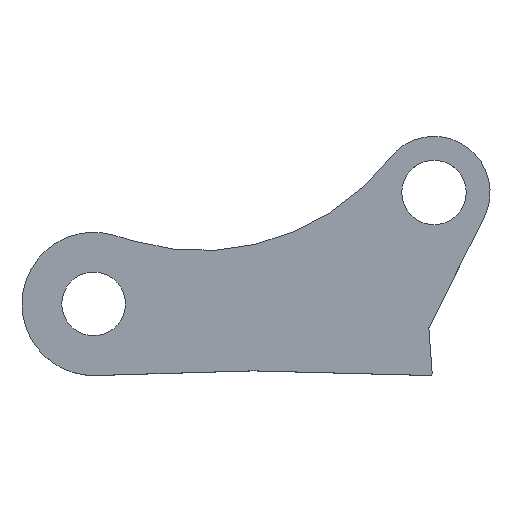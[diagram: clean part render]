
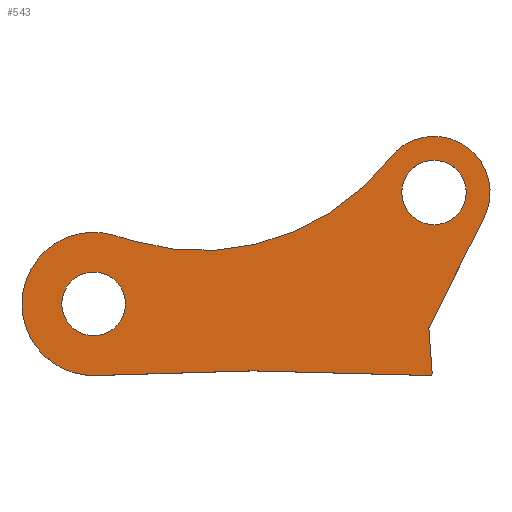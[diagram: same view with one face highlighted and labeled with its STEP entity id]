
A CAD part, top view. The second image highlights one B-rep face of the part: STEP entity #543.
In plain terms, the highlighted planar face has unit normal (0, 0, 1).
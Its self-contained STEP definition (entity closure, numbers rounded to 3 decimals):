
#2 = CARTESIAN_POINT ( 'NONE',  ( 5.002, 7.909, 4. ) ) ;
#8 = CARTESIAN_POINT ( 'NONE',  ( 2.541, 8.634, 4. ) ) ;
#14 = VERTEX_POINT ( 'NONE', #2 ) ;
#16 = VECTOR ( 'NONE', #344, 1000. ) ;
#18 = EDGE_CURVE ( 'NONE', #14, #346, #97, .T. ) ;
#27 = EDGE_CURVE ( 'NONE', #259, #14, #467, .T. ) ;
#33 = DIRECTION ( 'NONE',  ( 0., 0., 1. ) ) ;
#38 = ORIENTED_EDGE ( 'NONE', *, *, #480, .T. ) ;
#44 = VERTEX_POINT ( 'NONE', #289 ) ;
#45 = LINE ( 'NONE', #236, #137 ) ;
#46 = DIRECTION ( 'NONE',  ( 1., 0., 0. ) ) ;
#47 = DIRECTION ( 'NONE',  ( 1., -0.026, 0. ) ) ;
#54 = ORIENTED_EDGE ( 'NONE', *, *, #406, .T. ) ;
#59 = CARTESIAN_POINT ( 'NONE',  ( 0., 0., 4. ) ) ;
#63 = CARTESIAN_POINT ( 'NONE',  ( 42.766, 14.002, 4. ) ) ;
#73 = EDGE_CURVE ( 'NONE', #613, #122, #442, .T. ) ;
#75 = CARTESIAN_POINT ( 'NONE',  ( 0., 0., 4. ) ) ;
#76 = ORIENTED_EDGE ( 'NONE', *, *, #598, .T. ) ;
#78 = ORIENTED_EDGE ( 'NONE', *, *, #372, .T. ) ;
#84 = DIRECTION ( 'NONE',  ( 0., 0., 1. ) ) ;
#87 = EDGE_CURVE ( 'NONE', #122, #613, #453, .T. ) ;
#92 = VERTEX_POINT ( 'NONE', #566 ) ;
#97 = LINE ( 'NONE', #516, #606 ) ;
#103 = DIRECTION ( 'NONE',  ( 1., 0., 0. ) ) ;
#108 = EDGE_CURVE ( 'NONE', #44, #259, #240, .T. ) ;
#113 = DIRECTION ( 'NONE',  ( -0.073, 0.997, 0. ) ) ;
#114 = ORIENTED_EDGE ( 'NONE', *, *, #87, .F. ) ;
#115 = EDGE_CURVE ( 'NONE', #432, #92, #153, .T. ) ;
#122 = VERTEX_POINT ( 'NONE', #260 ) ;
#128 = ORIENTED_EDGE ( 'NONE', *, *, #585, .T. ) ;
#130 = FACE_BOUND ( 'NONE', #403, .T. ) ;
#131 = AXIS2_PLACEMENT_3D ( 'NONE', #63, #478, #155 ) ;
#133 = CARTESIAN_POINT ( 'NONE',  ( 0., 0., 4. ) ) ;
#137 = VECTOR ( 'NONE', #47, 1000. ) ;
#141 = DIRECTION ( 'NONE',  ( 1., 0., 0. ) ) ;
#144 = DIRECTION ( 'NONE',  ( 0., 0., 1. ) ) ;
#145 = CARTESIAN_POINT ( 'NONE',  ( 4., 0., 4. ) ) ;
#153 = CIRCLE ( 'NONE', #333, 4.05 ) ;
#155 = DIRECTION ( 'NONE',  ( 1., 0., 0. ) ) ;
#159 = LINE ( 'NONE', #535, #173 ) ;
#167 = VERTEX_POINT ( 'NONE', #592 ) ;
#168 = DIRECTION ( 'NONE',  ( 1., 0., 0. ) ) ;
#170 = VERTEX_POINT ( 'NONE', #490 ) ;
#173 = VECTOR ( 'NONE', #113, 1000. ) ;
#176 = DIRECTION ( 'NONE',  ( 0., 0., 1. ) ) ;
#187 = AXIS2_PLACEMENT_3D ( 'NONE', #343, #466, #46 ) ;
#189 = DIRECTION ( 'NONE',  ( 1., 0., 0. ) ) ;
#191 = CARTESIAN_POINT ( 'NONE',  ( 0., 0., 4. ) ) ;
#192 = FACE_OUTER_BOUND ( 'NONE', #505, .T. ) ;
#199 = EDGE_CURVE ( 'NONE', #311, #167, #159, .T. ) ;
#201 = CARTESIAN_POINT ( 'NONE',  ( 42.535, -8.669, 4. ) ) ;
#203 = AXIS2_PLACEMENT_3D ( 'NONE', #75, #176, #312 ) ;
#222 = ORIENTED_EDGE ( 'NONE', *, *, #249, .T. ) ;
#225 = CIRCLE ( 'NONE', #318, 9. ) ;
#236 = CARTESIAN_POINT ( 'NONE',  ( 42.559, -9., 4. ) ) ;
#240 = CIRCLE ( 'NONE', #252, 7.05 ) ;
#249 = EDGE_CURVE ( 'NONE', #547, #44, #483, .T. ) ;
#252 = AXIS2_PLACEMENT_3D ( 'NONE', #255, #354, #486 ) ;
#253 = ORIENTED_EDGE ( 'NONE', *, *, #199, .T. ) ;
#255 = CARTESIAN_POINT ( 'NONE',  ( 42.766, 14.002, 4. ) ) ;
#259 = VERTEX_POINT ( 'NONE', #436 ) ;
#260 = CARTESIAN_POINT ( 'NONE',  ( -4., 0., 4. ) ) ;
#272 = ORIENTED_EDGE ( 'NONE', *, *, #27, .T. ) ;
#286 = CARTESIAN_POINT ( 'NONE',  ( 42.119, -3.016, 4. ) ) ;
#289 = CARTESIAN_POINT ( 'NONE',  ( 49.068, 10.843, 4. ) ) ;
#300 = EDGE_CURVE ( 'NONE', #346, #597, #225, .T. ) ;
#307 = CARTESIAN_POINT ( 'NONE',  ( 42.766, 14.002, 4. ) ) ;
#311 = VERTEX_POINT ( 'NONE', #201 ) ;
#312 = DIRECTION ( 'NONE',  ( 1., 0., 0. ) ) ;
#317 = ORIENTED_EDGE ( 'NONE', *, *, #108, .T. ) ;
#318 = AXIS2_PLACEMENT_3D ( 'NONE', #191, #144, #141 ) ;
#324 = AXIS2_PLACEMENT_3D ( 'NONE', #595, #33, #168 ) ;
#332 = AXIS2_PLACEMENT_3D ( 'NONE', #385, #389, #189 ) ;
#333 = AXIS2_PLACEMENT_3D ( 'NONE', #307, #530, #584 ) ;
#339 = CARTESIAN_POINT ( 'NONE',  ( -9., 0., 4. ) ) ;
#341 = CARTESIAN_POINT ( 'NONE',  ( 19.441, -8.426, 4. ) ) ;
#343 = CARTESIAN_POINT ( 'NONE',  ( 0., 0., 4. ) ) ;
#344 = DIRECTION ( 'NONE',  ( 0.448, 0.894, 0. ) ) ;
#346 = VERTEX_POINT ( 'NONE', #8 ) ;
#348 = CIRCLE ( 'NONE', #324, 0.3 ) ;
#349 = VERTEX_POINT ( 'NONE', #341 ) ;
#354 = DIRECTION ( 'NONE',  ( 0., 0., 1. ) ) ;
#362 = EDGE_CURVE ( 'NONE', #92, #432, #464, .T. ) ;
#370 = AXIS2_PLACEMENT_3D ( 'NONE', #591, #604, #495 ) ;
#372 = EDGE_CURVE ( 'NONE', #349, #170, #559, .T. ) ;
#384 = DIRECTION ( 'NONE',  ( 1., 0.03, 0. ) ) ;
#385 = CARTESIAN_POINT ( 'NONE',  ( 13.474, 36.688, 4. ) ) ;
#389 = DIRECTION ( 'NONE',  ( 0., 0., -1. ) ) ;
#403 = EDGE_LOOP ( 'NONE', ( #450, #611 ) ) ;
#404 = AXIS2_PLACEMENT_3D ( 'NONE', #523, #572, #103 ) ;
#406 = EDGE_CURVE ( 'NONE', #597, #510, #508, .T. ) ;
#410 = ORIENTED_EDGE ( 'NONE', *, *, #300, .T. ) ;
#411 = AXIS2_PLACEMENT_3D ( 'NONE', #133, #84, #414 ) ;
#414 = DIRECTION ( 'NONE',  ( 1., 0., 0. ) ) ;
#426 = DIRECTION ( 'NONE',  ( 0., 0., 1. ) ) ;
#432 = VERTEX_POINT ( 'NONE', #550 ) ;
#433 = VECTOR ( 'NONE', #384, 1000. ) ;
#434 = ORIENTED_EDGE ( 'NONE', *, *, #577, .T. ) ;
#436 = CARTESIAN_POINT ( 'NONE',  ( 37.192, 18.319, 4. ) ) ;
#442 = CIRCLE ( 'NONE', #519, 4. ) ;
#445 = CIRCLE ( 'NONE', #404, 0.3 ) ;
#450 = ORIENTED_EDGE ( 'NONE', *, *, #115, .F. ) ;
#453 = CIRCLE ( 'NONE', #187, 4. ) ;
#464 = CIRCLE ( 'NONE', #131, 4.05 ) ;
#465 = FACE_BOUND ( 'NONE', #608, .T. ) ;
#466 = DIRECTION ( 'NONE',  ( 0., 0., 1. ) ) ;
#467 = CIRCLE ( 'NONE', #332, 30. ) ;
#478 = DIRECTION ( 'NONE',  ( 0., 0., 1. ) ) ;
#480 = EDGE_CURVE ( 'NONE', #589, #311, #348, .T. ) ;
#482 = DIRECTION ( 'NONE',  ( 1., 0., 0. ) ) ;
#483 = LINE ( 'NONE', #286, #16 ) ;
#486 = DIRECTION ( 'NONE',  ( 1., 0., 0. ) ) ;
#490 = CARTESIAN_POINT ( 'NONE',  ( 20.559, -8.424, 4. ) ) ;
#495 = DIRECTION ( 'NONE',  ( 1., 0., 0. ) ) ;
#503 = CARTESIAN_POINT ( 'NONE',  ( 0.267, -8.996, 4. ) ) ;
#505 = EDGE_LOOP ( 'NONE', ( #128, #78, #434, #38, #253, #76, #222, #317, #272, #601, #410, #54 ) ) ;
#508 = CIRCLE ( 'NONE', #203, 9. ) ;
#509 = PLANE ( 'NONE',  #411 ) ;
#510 = VERTEX_POINT ( 'NONE', #503 ) ;
#513 = ORIENTED_EDGE ( 'NONE', *, *, #73, .F. ) ;
#516 = CARTESIAN_POINT ( 'NONE',  ( 2.541, 8.634, 4. ) ) ;
#518 = DIRECTION ( 'NONE',  ( -0.959, 0.282, 0. ) ) ;
#519 = AXIS2_PLACEMENT_3D ( 'NONE', #59, #426, #482 ) ;
#523 = CARTESIAN_POINT ( 'NONE',  ( 42.425, -3.077, 4. ) ) ;
#530 = DIRECTION ( 'NONE',  ( 0., 0., 1. ) ) ;
#535 = CARTESIAN_POINT ( 'NONE',  ( 42.119, -3.016, 4. ) ) ;
#543 = ADVANCED_FACE ( 'NONE', ( #192, #465, #130 ), #509, .T. ) ;
#547 = VERTEX_POINT ( 'NONE', #612 ) ;
#550 = CARTESIAN_POINT ( 'NONE',  ( 38.716, 14.002, 4. ) ) ;
#559 = CIRCLE ( 'NONE', #370, 20. ) ;
#561 = CARTESIAN_POINT ( 'NONE',  ( 20., -8.409, 4. ) ) ;
#566 = CARTESIAN_POINT ( 'NONE',  ( 46.816, 14.002, 4. ) ) ;
#572 = DIRECTION ( 'NONE',  ( 0., 0., -1. ) ) ;
#577 = EDGE_CURVE ( 'NONE', #170, #589, #45, .T. ) ;
#584 = DIRECTION ( 'NONE',  ( 1., 0., 0. ) ) ;
#585 = EDGE_CURVE ( 'NONE', #510, #349, #607, .T. ) ;
#587 = CARTESIAN_POINT ( 'NONE',  ( 42.227, -8.991, 4. ) ) ;
#589 = VERTEX_POINT ( 'NONE', #587 ) ;
#591 = CARTESIAN_POINT ( 'NONE',  ( 20.035, -28.417, 4. ) ) ;
#592 = CARTESIAN_POINT ( 'NONE',  ( 42.125, -3.099, 4. ) ) ;
#595 = CARTESIAN_POINT ( 'NONE',  ( 42.235, -8.691, 4. ) ) ;
#597 = VERTEX_POINT ( 'NONE', #339 ) ;
#598 = EDGE_CURVE ( 'NONE', #167, #547, #445, .T. ) ;
#601 = ORIENTED_EDGE ( 'NONE', *, *, #18, .T. ) ;
#604 = DIRECTION ( 'NONE',  ( 0., 0., -1. ) ) ;
#606 = VECTOR ( 'NONE', #518, 1000. ) ;
#607 = LINE ( 'NONE', #561, #433 ) ;
#608 = EDGE_LOOP ( 'NONE', ( #114, #513 ) ) ;
#611 = ORIENTED_EDGE ( 'NONE', *, *, #362, .F. ) ;
#612 = CARTESIAN_POINT ( 'NONE',  ( 42.156, -2.942, 4. ) ) ;
#613 = VERTEX_POINT ( 'NONE', #145 ) ;
